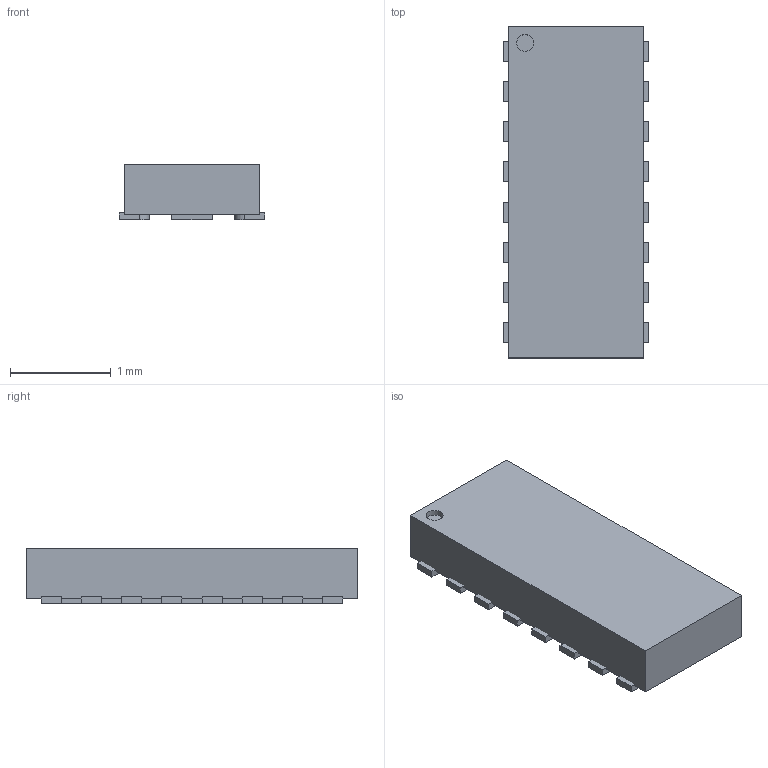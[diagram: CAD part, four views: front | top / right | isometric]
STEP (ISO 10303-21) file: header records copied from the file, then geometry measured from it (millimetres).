
FILE_DESCRIPTION(('FreeCAD Model'),'2;1');
FILE_NAME('1313048.3.1.stp','2022-06-24T14:17:25',( 'Author'),(''),'Open CASCADE STEP processor 6.9','FreeCAD','Unknown' );
FILE_SCHEMA(('AUTOMOTIVE_DESIGN { 1 0 10303 214 1 1 1 1 }'));
Length unit declared in the file: millimetre
Products named in the file (4): ASSEMBLY; Body; ThermalPin; PinsArrayLR
Assembly tree (3 placements, depth 2):
  ASSEMBLY
    Body
    ThermalPin
    PinsArrayLR
Bounding box: 1.45 x 3.3 x 0.55 mm (x, y, z)
Volume: 2.4 mm3; surface area: 19.1 mm2
Topology: 18 solids, 18 shells, 110 faces, 219 edges, 146 vertices
Faces by surface type: plane 93, cylinder 17
Full cylindrical faces by diameter (mm): 0.169 x1
Entity records: 5909 total; most frequent: CARTESIAN_POINT 1013, DIRECTION 903, LINE 589, VECTOR 589, ORIENTED_EDGE 438, PCURVE 438, DEFINITIONAL_REPRESENTATION 438, EDGE_CURVE 219
